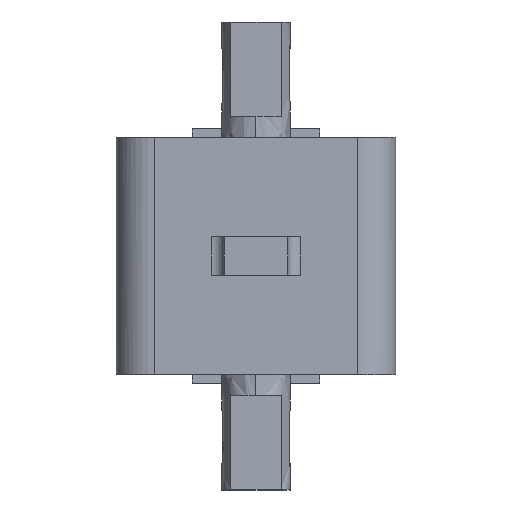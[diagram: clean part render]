
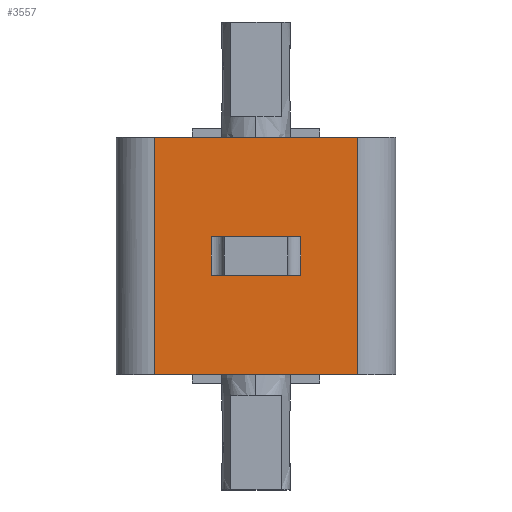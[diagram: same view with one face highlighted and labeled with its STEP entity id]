
A CAD part, left-side view. The second image highlights one B-rep face of the part: STEP entity #3557.
In plain terms, the highlighted free-form (B-spline) face has degree [1, 1] with [2, 2] control points.
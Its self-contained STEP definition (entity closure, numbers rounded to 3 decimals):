
#4 = VERTEX_POINT ( 'NONE', #153 ) ;
#14 = VERTEX_POINT ( 'NONE', #2986 ) ;
#35 = CARTESIAN_POINT ( 'NONE',  ( 0., 8., 9.35 ) ) ;
#58 = ORIENTED_EDGE ( 'NONE', *, *, #1879, .F. ) ;
#153 = CARTESIAN_POINT ( 'NONE',  ( 0., -3.5, 1.5 ) ) ;
#387 = CARTESIAN_POINT ( 'NONE',  ( 0., -8., 9.35 ) ) ;
#401 = ORIENTED_EDGE ( 'NONE', *, *, #5672, .T. ) ;
#410 = VERTEX_POINT ( 'NONE', #35 ) ;
#421 = CARTESIAN_POINT ( 'NONE',  ( 0., -3.5, -1.5 ) ) ;
#494 = CARTESIAN_POINT ( 'NONE',  ( 0., -8., -9.35 ) ) ;
#844 = B_SPLINE_CURVE_WITH_KNOTS ( 'NONE', 1,
 ( #4487, #7424 ),
 .UNSPECIFIED., .F., .F.,
 ( 2, 2 ),
 ( -9., 9. ),
 .UNSPECIFIED. ) ;
#1002 = B_SPLINE_CURVE_WITH_KNOTS ( 'NONE', 1,
 ( #6977, #2904 ),
 .UNSPECIFIED., .F., .F.,
 ( 2, 2 ),
 ( -23.5, -16.5 ),
 .UNSPECIFIED. ) ;
#1088 = ORIENTED_EDGE ( 'NONE', *, *, #7231, .T. ) ;
#1097 = B_SPLINE_SURFACE_WITH_KNOTS ( 'NONE', 1, 1, ( 
 ( #2579, #2724 ),
 ( #3184, #387 ) ),
 .UNSPECIFIED., .F., .F., .F.,
 ( 2, 2 ),
 ( 2, 2 ),
 ( -8., 8. ),
 ( -12.35, 6.35 ),
 .UNSPECIFIED. ) ;
#1297 = EDGE_CURVE ( 'NONE', #4343, #5090, #1002, .T. ) ;
#1473 = CARTESIAN_POINT ( 'NONE',  ( 0., 3.5, -1.5 ) ) ;
#1536 = FACE_OUTER_BOUND ( 'NONE', #5962, .T. ) ;
#1621 = CARTESIAN_POINT ( 'NONE',  ( 0., 8., -9.35 ) ) ;
#1756 = EDGE_CURVE ( 'NONE', #410, #14, #7326, .T. ) ;
#1879 = EDGE_CURVE ( 'NONE', #2607, #14, #5850, .T. ) ;
#1927 = B_SPLINE_CURVE_WITH_KNOTS ( 'NONE', 1,
 ( #4774, #5794 ),
 .UNSPECIFIED., .F., .F.,
 ( 2, 2 ),
 ( 0., 3. ),
 .UNSPECIFIED. ) ;
#2335 = CARTESIAN_POINT ( 'NONE',  ( 0., 3.5, 1.5 ) ) ;
#2579 = CARTESIAN_POINT ( 'NONE',  ( 0., 8., -9.35 ) ) ;
#2607 = VERTEX_POINT ( 'NONE', #5254 ) ;
#2609 = CARTESIAN_POINT ( 'NONE',  ( 0., -3.5, 1.5 ) ) ;
#2724 = CARTESIAN_POINT ( 'NONE',  ( 0., 8., 9.35 ) ) ;
#2904 = CARTESIAN_POINT ( 'NONE',  ( 0., 3.5, -1.5 ) ) ;
#2986 = CARTESIAN_POINT ( 'NONE',  ( 0., 8., -9.35 ) ) ;
#3140 = B_SPLINE_CURVE_WITH_KNOTS ( 'NONE', 1,
 ( #2335, #5428 ),
 .UNSPECIFIED., .F., .F.,
 ( 2, 2 ),
 ( 16.5, 23.5 ),
 .UNSPECIFIED. ) ;
#3184 = CARTESIAN_POINT ( 'NONE',  ( 0., -8., -9.35 ) ) ;
#3557 = ADVANCED_FACE ( 'NONE', ( #5487, #1536 ), #1097, .T. ) ;
#3685 = EDGE_CURVE ( 'NONE', #5090, #4277, #1927, .T. ) ;
#3976 = CARTESIAN_POINT ( 'NONE',  ( 0., -8., 9.35 ) ) ;
#4236 = CARTESIAN_POINT ( 'NONE',  ( 0., 3.5, 1.5 ) ) ;
#4277 = VERTEX_POINT ( 'NONE', #4236 ) ;
#4301 = CARTESIAN_POINT ( 'NONE',  ( 0., -8., 9.35 ) ) ;
#4343 = VERTEX_POINT ( 'NONE', #421 ) ;
#4484 = EDGE_CURVE ( 'NONE', #4277, #4, #3140, .T. ) ;
#4487 = CARTESIAN_POINT ( 'NONE',  ( 0., -8., 9.35 ) ) ;
#4774 = CARTESIAN_POINT ( 'NONE',  ( 0., 3.5, -1.5 ) ) ;
#4775 = ORIENTED_EDGE ( 'NONE', *, *, #6369, .T. ) ;
#4846 = CARTESIAN_POINT ( 'NONE',  ( 0., 8., -9.35 ) ) ;
#5081 = VERTEX_POINT ( 'NONE', #4301 ) ;
#5090 = VERTEX_POINT ( 'NONE', #1473 ) ;
#5254 = CARTESIAN_POINT ( 'NONE',  ( 0., -8., -9.35 ) ) ;
#5350 = ORIENTED_EDGE ( 'NONE', *, *, #4484, .T. ) ;
#5428 = CARTESIAN_POINT ( 'NONE',  ( 0., -3.5, 1.5 ) ) ;
#5442 = ORIENTED_EDGE ( 'NONE', *, *, #1297, .T. ) ;
#5449 = CARTESIAN_POINT ( 'NONE',  ( 0., 8., 9.35 ) ) ;
#5487 = FACE_BOUND ( 'NONE', #6794, .T. ) ;
#5672 = EDGE_CURVE ( 'NONE', #2607, #5081, #7157, .T. ) ;
#5794 = CARTESIAN_POINT ( 'NONE',  ( 0., 3.5, 1.5 ) ) ;
#5814 = ORIENTED_EDGE ( 'NONE', *, *, #3685, .T. ) ;
#5850 = B_SPLINE_CURVE_WITH_KNOTS ( 'NONE', 1,
 ( #6339, #1621 ),
 .UNSPECIFIED., .F., .F.,
 ( 2, 2 ),
 ( -9., 9. ),
 .UNSPECIFIED. ) ;
#5962 = EDGE_LOOP ( 'NONE', ( #58, #401, #4775, #5975 ) ) ;
#5975 = ORIENTED_EDGE ( 'NONE', *, *, #1756, .T. ) ;
#6339 = CARTESIAN_POINT ( 'NONE',  ( 0., -8., -9.35 ) ) ;
#6369 = EDGE_CURVE ( 'NONE', #5081, #410, #844, .T. ) ;
#6794 = EDGE_LOOP ( 'NONE', ( #5814, #5350, #1088, #5442 ) ) ;
#6977 = CARTESIAN_POINT ( 'NONE',  ( 0., -3.5, -1.5 ) ) ;
#7157 = B_SPLINE_CURVE_WITH_KNOTS ( 'NONE', 1,
 ( #494, #3976 ),
 .UNSPECIFIED., .F., .F.,
 ( 2, 2 ),
 ( -18.7, 0. ),
 .UNSPECIFIED. ) ;
#7211 = CARTESIAN_POINT ( 'NONE',  ( 0., -3.5, -1.5 ) ) ;
#7218 = B_SPLINE_CURVE_WITH_KNOTS ( 'NONE', 1,
 ( #2609, #7211 ),
 .UNSPECIFIED., .F., .F.,
 ( 2, 2 ),
 ( 0., 3. ),
 .UNSPECIFIED. ) ;
#7231 = EDGE_CURVE ( 'NONE', #4, #4343, #7218, .T. ) ;
#7326 = B_SPLINE_CURVE_WITH_KNOTS ( 'NONE', 1,
 ( #5449, #4846 ),
 .UNSPECIFIED., .F., .F.,
 ( 2, 2 ),
 ( -18.7, 0. ),
 .UNSPECIFIED. ) ;
#7424 = CARTESIAN_POINT ( 'NONE',  ( 0., 8., 9.35 ) ) ;
